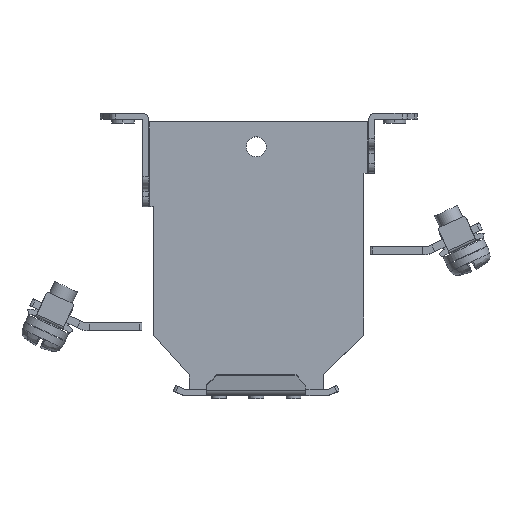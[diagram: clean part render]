
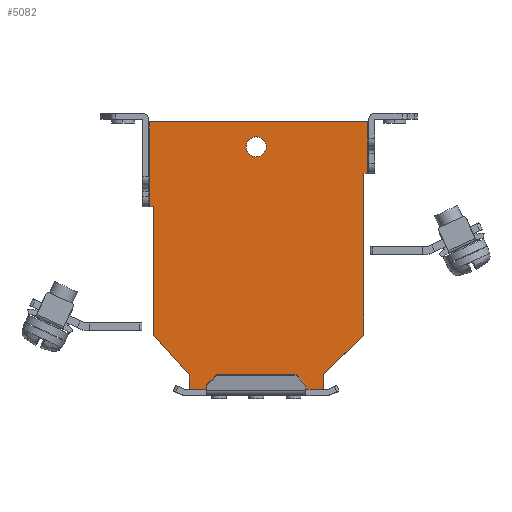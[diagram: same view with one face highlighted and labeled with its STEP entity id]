
A CAD part, top view. The second image highlights one B-rep face of the part: STEP entity #5082.
In plain terms, the highlighted face is planar.
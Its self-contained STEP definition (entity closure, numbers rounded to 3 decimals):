
#234 = CIRCLE ( 'NONE', #3020, 2. ) ;
#342 = CIRCLE ( 'NONE', #8260, 2. ) ;
#594 = EDGE_CURVE ( 'NONE', #7882, #7738, #342, .T. ) ;
#807 = EDGE_CURVE ( 'NONE', #8479, #8658, #1125, .T. ) ;
#813 = EDGE_CURVE ( 'NONE', #7764, #7833, #1143, .T. ) ;
#1125 = LINE ( 'NONE', #1126, #8015 ) ;
#1126 = CARTESIAN_POINT ( 'NONE',  ( 21.75, -18.8, 17.5 ) ) ;
#1127 = DIRECTION ( 'NONE',  ( -1., 0., 0. ) ) ;
#1143 = LINE ( 'NONE', #1144, #8007 ) ;
#1144 = CARTESIAN_POINT ( 'NONE',  ( -22.75, -12., 17.5 ) ) ;
#1145 = DIRECTION ( 'NONE',  ( 1., 0., 0. ) ) ;
#1792 = LINE ( 'NONE', #1793, #3032 ) ;
#1793 = CARTESIAN_POINT ( 'NONE',  ( 21.45, -28.65, 17.5 ) ) ;
#1794 = DIRECTION ( 'NONE',  ( 0., 1., 0. ) ) ;
#1811 = LINE ( 'NONE', #1812, #3113 ) ;
#1812 = CARTESIAN_POINT ( 'NONE',  ( -0.5, -1.7, 17.5 ) ) ;
#1813 = DIRECTION ( 'NONE',  ( -1., 0., 0. ) ) ;
#1820 = LINE ( 'NONE', #1821, #3297 ) ;
#1821 = CARTESIAN_POINT ( 'NONE',  ( -22.45, -28.65, 17.5 ) ) ;
#1822 = DIRECTION ( 'NONE',  ( 0., -1., 0. ) ) ;
#1835 = LINE ( 'NONE', #1836, #3013 ) ;
#1836 = CARTESIAN_POINT ( 'NONE',  ( 13.5, -28.65, 17.5 ) ) ;
#1837 = DIRECTION ( 'NONE',  ( 0., 1., 0. ) ) ;
#1838 = LINE ( 'NONE', #1839, #3112 ) ;
#1839 = CARTESIAN_POINT ( 'NONE',  ( -21.65, -28.65, 17.5 ) ) ;
#1840 = DIRECTION ( 'NONE',  ( 0., -1., 0. ) ) ;
#1853 = LINE ( 'NONE', #1854, #3326 ) ;
#1854 = CARTESIAN_POINT ( 'NONE',  ( -13.5, -52.6, 17.5 ) ) ;
#1855 = DIRECTION ( 'NONE',  ( 0.714, -0.701, 0. ) ) ;
#1856 = LINE ( 'NONE', #1857, #3226 ) ;
#1857 = CARTESIAN_POINT ( 'NONE',  ( -13.5, -28.65, 17.5 ) ) ;
#1858 = DIRECTION ( 'NONE',  ( 0., -1., 0. ) ) ;
#1865 = LINE ( 'NONE', #1866, #3006 ) ;
#1866 = CARTESIAN_POINT ( 'NONE',  ( -0.5, -55.6, 17.5 ) ) ;
#1867 = DIRECTION ( 'NONE',  ( 1., 0., 0. ) ) ;
#1874 = LINE ( 'NONE', #1875, #3125 ) ;
#1875 = CARTESIAN_POINT ( 'NONE',  ( 20.65, -44.6, 17.5 ) ) ;
#1876 = DIRECTION ( 'NONE',  ( 0.666, 0.746, 0. ) ) ;
#1880 = LINE ( 'NONE', #1881, #2921 ) ;
#1881 = CARTESIAN_POINT ( 'NONE',  ( 20.65, -28.65, 17.5 ) ) ;
#1882 = DIRECTION ( 'NONE',  ( 0., 1., 0. ) ) ;
#1888 = CARTESIAN_POINT ( 'NONE',  ( 0., -6.7, 17.5 ) ) ;
#1889 = DIRECTION ( 'NONE',  ( 0., 0., -1. ) ) ;
#1890 = DIRECTION ( 'NONE',  ( -1., 0., 0. ) ) ;
#2302 = CARTESIAN_POINT ( 'NONE',  ( -2., -6.7, 17.5 ) ) ;
#2328 = CARTESIAN_POINT ( 'NONE',  ( -22.45, -12., 17.5 ) ) ;
#2397 = CARTESIAN_POINT ( 'NONE',  ( -21.65, -12., 17.5 ) ) ;
#2446 = CARTESIAN_POINT ( 'NONE',  ( 2., -6.7, 17.5 ) ) ;
#2455 = CARTESIAN_POINT ( 'NONE',  ( 21.45, -18.8, 17.5 ) ) ;
#2634 = CARTESIAN_POINT ( 'NONE',  ( 20.65, -18.8, 17.5 ) ) ;
#2662 = CARTESIAN_POINT ( 'NONE',  ( -13.5, -52.6, 17.5 ) ) ;
#2666 = CARTESIAN_POINT ( 'NONE',  ( 20.65, -44.6, 17.5 ) ) ;
#2668 = CARTESIAN_POINT ( 'NONE',  ( 13.5, -55.6, 17.5 ) ) ;
#2670 = CARTESIAN_POINT ( 'NONE',  ( -22.45, -1.7, 17.5 ) ) ;
#2673 = CARTESIAN_POINT ( 'NONE',  ( -13.5, -55.6, 17.5 ) ) ;
#2675 = CARTESIAN_POINT ( 'NONE',  ( 21.45, -1.7, 17.5 ) ) ;
#2677 = CARTESIAN_POINT ( 'NONE',  ( -21.65, -44.6, 17.5 ) ) ;
#2679 = CARTESIAN_POINT ( 'NONE',  ( 13.5, -52.6, 17.5 ) ) ;
#2921 = VECTOR ( 'NONE', #1882, 1000. ) ;
#3006 = VECTOR ( 'NONE', #1867, 1000. ) ;
#3013 = VECTOR ( 'NONE', #1837, 1000. ) ;
#3020 = AXIS2_PLACEMENT_3D ( 'NONE', #1888, #1889, #1890 ) ;
#3032 = VECTOR ( 'NONE', #1794, 1000. ) ;
#3112 = VECTOR ( 'NONE', #1840, 1000. ) ;
#3113 = VECTOR ( 'NONE', #1813, 1000. ) ;
#3125 = VECTOR ( 'NONE', #1876, 1000. ) ;
#3226 = VECTOR ( 'NONE', #1858, 1000. ) ;
#3297 = VECTOR ( 'NONE', #1822, 1000. ) ;
#3326 = VECTOR ( 'NONE', #1855, 1000. ) ;
#3442 = AXIS2_PLACEMENT_3D ( 'NONE', #4104, #4105, #4106 ) ;
#3445 = FACE_OUTER_BOUND ( 'NONE', #9522, .T. ) ;
#3452 = FACE_BOUND ( 'NONE', #9521, .T. ) ;
#4103 = PLANE ( 'NONE',  #3442 ) ;
#4104 = CARTESIAN_POINT ( 'NONE',  ( -22.45, -55.6, 17.5 ) ) ;
#4105 = DIRECTION ( 'NONE',  ( 0., 0., 1. ) ) ;
#4106 = DIRECTION ( 'NONE',  ( 1., 0., 0. ) ) ;
#4845 = EDGE_CURVE ( 'NONE', #8479, #8771, #1792, .T. ) ;
#4851 = EDGE_CURVE ( 'NONE', #8771, #8766, #1811, .T. ) ;
#4854 = EDGE_CURVE ( 'NONE', #8766, #7764, #1820, .T. ) ;
#4859 = EDGE_CURVE ( 'NONE', #8764, #8775, #1835, .T. ) ;
#4860 = EDGE_CURVE ( 'NONE', #7833, #8773, #1838, .T. ) ;
#4865 = EDGE_CURVE ( 'NONE', #8773, #8758, #1853, .T. ) ;
#4866 = EDGE_CURVE ( 'NONE', #8758, #8769, #1856, .T. ) ;
#4869 = EDGE_CURVE ( 'NONE', #8769, #8764, #1865, .T. ) ;
#4872 = EDGE_CURVE ( 'NONE', #8775, #8762, #1874, .T. ) ;
#4874 = EDGE_CURVE ( 'NONE', #8762, #8658, #1880, .T. ) ;
#4877 = EDGE_CURVE ( 'NONE', #7738, #7882, #234, .T. ) ;
#5082 = ADVANCED_FACE ( 'NONE', ( #3452, #3445 ), #4103, .F. ) ;
#5969 = CARTESIAN_POINT ( 'NONE',  ( 0., -6.7, 17.5 ) ) ;
#5970 = DIRECTION ( 'NONE',  ( 0., 0., -1. ) ) ;
#5971 = DIRECTION ( 'NONE',  ( -1., 0., 0. ) ) ;
#7738 = VERTEX_POINT ( 'NONE', #2302 ) ;
#7764 = VERTEX_POINT ( 'NONE', #2328 ) ;
#7833 = VERTEX_POINT ( 'NONE', #2397 ) ;
#7882 = VERTEX_POINT ( 'NONE', #2446 ) ;
#8007 = VECTOR ( 'NONE', #1145, 1000. ) ;
#8015 = VECTOR ( 'NONE', #1127, 1000. ) ;
#8260 = AXIS2_PLACEMENT_3D ( 'NONE', #5969, #5970, #5971 ) ;
#8479 = VERTEX_POINT ( 'NONE', #2455 ) ;
#8658 = VERTEX_POINT ( 'NONE', #2634 ) ;
#8758 = VERTEX_POINT ( 'NONE', #2662 ) ;
#8762 = VERTEX_POINT ( 'NONE', #2666 ) ;
#8764 = VERTEX_POINT ( 'NONE', #2668 ) ;
#8766 = VERTEX_POINT ( 'NONE', #2670 ) ;
#8769 = VERTEX_POINT ( 'NONE', #2673 ) ;
#8771 = VERTEX_POINT ( 'NONE', #2675 ) ;
#8773 = VERTEX_POINT ( 'NONE', #2677 ) ;
#8775 = VERTEX_POINT ( 'NONE', #2679 ) ;
#9004 = ORIENTED_EDGE ( 'NONE', *, *, #4874, .F. ) ;
#9005 = ORIENTED_EDGE ( 'NONE', *, *, #807, .T. ) ;
#9006 = ORIENTED_EDGE ( 'NONE', *, *, #4845, .F. ) ;
#9007 = ORIENTED_EDGE ( 'NONE', *, *, #4851, .F. ) ;
#9008 = ORIENTED_EDGE ( 'NONE', *, *, #4854, .F. ) ;
#9009 = ORIENTED_EDGE ( 'NONE', *, *, #813, .F. ) ;
#9010 = ORIENTED_EDGE ( 'NONE', *, *, #4860, .F. ) ;
#9011 = ORIENTED_EDGE ( 'NONE', *, *, #4865, .F. ) ;
#9012 = ORIENTED_EDGE ( 'NONE', *, *, #4869, .F. ) ;
#9013 = ORIENTED_EDGE ( 'NONE', *, *, #4859, .F. ) ;
#9014 = ORIENTED_EDGE ( 'NONE', *, *, #594, .F. ) ;
#9015 = ORIENTED_EDGE ( 'NONE', *, *, #4866, .F. ) ;
#9016 = ORIENTED_EDGE ( 'NONE', *, *, #4877, .F. ) ;
#9017 = ORIENTED_EDGE ( 'NONE', *, *, #4872, .F. ) ;
#9521 = EDGE_LOOP ( 'NONE', ( #9016, #9014 ) ) ;
#9522 = EDGE_LOOP ( 'NONE', ( #9017, #9013, #9012, #9015, #9011, #9010, #9009, #9008, #9007, #9006, #9005, #9004 ) ) ;
